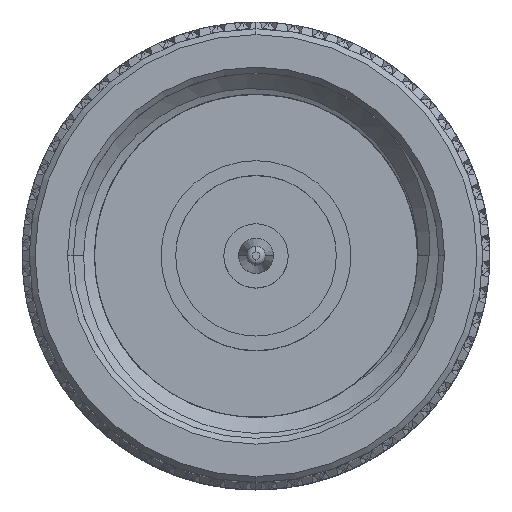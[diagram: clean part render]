
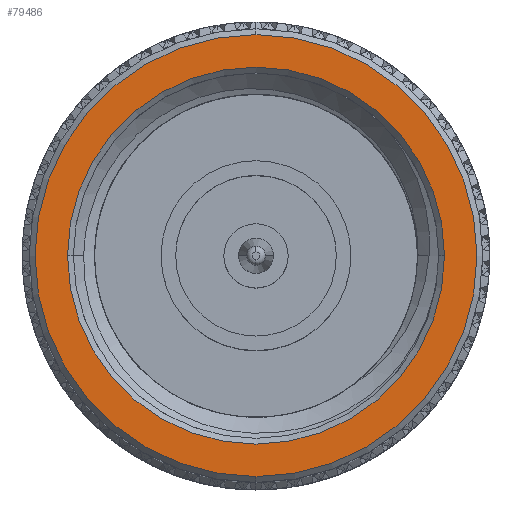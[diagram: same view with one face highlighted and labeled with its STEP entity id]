
A CAD part, top view. The second image highlights one B-rep face of the part: STEP entity #79486.
In plain terms, the highlighted face is planar.
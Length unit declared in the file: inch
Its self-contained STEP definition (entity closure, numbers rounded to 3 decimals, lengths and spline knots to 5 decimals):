
#1912 = CARTESIAN_POINT ( 'NONE',  ( 0., 0., 0. ) ) ;
#2323 = DIRECTION ( 'NONE',  ( 0., -1., 0. ) ) ;
#4099 = AXIS2_PLACEMENT_3D ( 'NONE', #97958, #41381, #2323 ) ;
#6396 = DIRECTION ( 'NONE',  ( 1., 0., 0. ) ) ;
#13806 = ORIENTED_EDGE ( 'NONE', *, *, #78232, .T. ) ;
#13946 = VERTEX_POINT ( 'NONE', #20005 ) ;
#18231 = PLANE ( 'NONE',  #4099 ) ;
#19659 = VERTEX_POINT ( 'NONE', #27957 ) ;
#19703 = CARTESIAN_POINT ( 'NONE',  ( 0., 0., 0. ) ) ;
#20005 = CARTESIAN_POINT ( 'NONE',  ( 0., 0.37809, 0. ) ) ;
#20990 = CARTESIAN_POINT ( 'NONE',  ( 0., 0., 0. ) ) ;
#27957 = CARTESIAN_POINT ( 'NONE',  ( 0., 0., -0.3225 ) ) ;
#30571 = CARTESIAN_POINT ( 'NONE',  ( 0., 0., 0. ) ) ;
#36161 = DIRECTION ( 'NONE',  ( -1., 0., 0. ) ) ;
#37681 = ORIENTED_EDGE ( 'NONE', *, *, #45897, .T. ) ;
#37955 = DIRECTION ( 'NONE',  ( 0., -1., 0. ) ) ;
#38988 = AXIS2_PLACEMENT_3D ( 'NONE', #30571, #6396, #92292 ) ;
#41381 = DIRECTION ( 'NONE',  ( -1., 0., 0. ) ) ;
#45897 = EDGE_CURVE ( 'NONE', #13946, #47688, #61879, .T. ) ;
#47484 = EDGE_LOOP ( 'NONE', ( #37681, #13806 ) ) ;
#47688 = VERTEX_POINT ( 'NONE', #65623 ) ;
#50510 = EDGE_LOOP ( 'NONE', ( #52061, #88097 ) ) ;
#51629 = AXIS2_PLACEMENT_3D ( 'NONE', #1912, #65117, #96003 ) ;
#52061 = ORIENTED_EDGE ( 'NONE', *, *, #76312, .T. ) ;
#55375 = CIRCLE ( 'NONE', #99792, 0.37809 ) ;
#61879 = CIRCLE ( 'NONE', #70073, 0.37809 ) ;
#65117 = DIRECTION ( 'NONE',  ( 1., 0., 0. ) ) ;
#65520 = FACE_BOUND ( 'NONE', #50510, .T. ) ;
#65623 = CARTESIAN_POINT ( 'NONE',  ( 0., -0.37809, 0. ) ) ;
#68447 = CIRCLE ( 'NONE', #38988, 0.3225 ) ;
#69293 = DIRECTION ( 'NONE',  ( -1., 0., 0. ) ) ;
#69770 = CIRCLE ( 'NONE', #51629, 0.3225 ) ;
#70073 = AXIS2_PLACEMENT_3D ( 'NONE', #19703, #36161, #83402 ) ;
#75437 = VERTEX_POINT ( 'NONE', #93304 ) ;
#76312 = EDGE_CURVE ( 'NONE', #75437, #19659, #68447, .T. ) ;
#78232 = EDGE_CURVE ( 'NONE', #47688, #13946, #55375, .T. ) ;
#79486 = ADVANCED_FACE ( 'NONE', ( #65520, #89200 ), #18231, .T. ) ;
#80795 = EDGE_CURVE ( 'NONE', #19659, #75437, #69770, .T. ) ;
#83402 = DIRECTION ( 'NONE',  ( 0., -1., 0. ) ) ;
#88097 = ORIENTED_EDGE ( 'NONE', *, *, #80795, .T. ) ;
#89200 = FACE_OUTER_BOUND ( 'NONE', #47484, .T. ) ;
#92292 = DIRECTION ( 'NONE',  ( 0., -1., 0. ) ) ;
#93304 = CARTESIAN_POINT ( 'NONE',  ( 0., 0., 0.3225 ) ) ;
#96003 = DIRECTION ( 'NONE',  ( 0., -1., 0. ) ) ;
#97958 = CARTESIAN_POINT ( 'NONE',  ( 0., 0.38809, 0. ) ) ;
#99792 = AXIS2_PLACEMENT_3D ( 'NONE', #20990, #69293, #37955 ) ;
